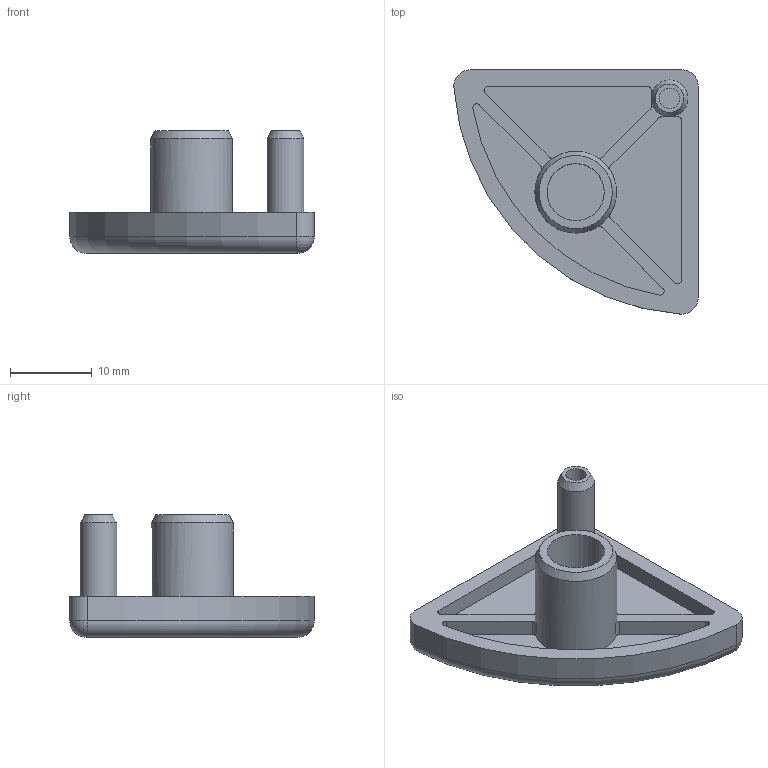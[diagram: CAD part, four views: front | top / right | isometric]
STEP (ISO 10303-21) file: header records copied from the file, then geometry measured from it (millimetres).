
FILE_DESCRIPTION(/* description */ ('Tappo 30x30 raggiato'),/* implementation_level */ '2;1');
FILE_NAME(/* name */ 'CC30-30R.stp',/* time_stamp */ '2022-06-17T14:01:06+02:00',/* author */ ('USER'),/* organization */ ('Microsoft'),/* preprocessor_version */ 'ST-DEVELOPER v18.1',/* originating_system */ 'Autodesk Inventor 2021',/* authorisation */ '');
FILE_SCHEMA (('AUTOMOTIVE_DESIGN { 1 0 10303 214 3 1 1 }'));
Length unit declared in the file: millimetre
Products named in the file (1): CC30-30R
Bounding box: 29.92 x 29.92 x 15 mm (x, y, z)
Volume: 3122.1 mm3; surface area: 2978.6 mm2
Topology: 1 solids, 1 shells, 53 faces, 134 edges, 83 vertices
Faces by surface type: cylinder 25, plane 22, sphere 3, cone 2, torus 1
Full cylindrical faces by diameter (mm): 2.5 x1, 4.5 x1, 7 x1, 10 x1
Entity records: 1625 total; most frequent: DIRECTION 302, CARTESIAN_POINT 268, ORIENTED_EDGE 262, EDGE_CURVE 131, AXIS2_PLACEMENT_3D 117, VERTEX_POINT 83, LINE 68, VECTOR 68
